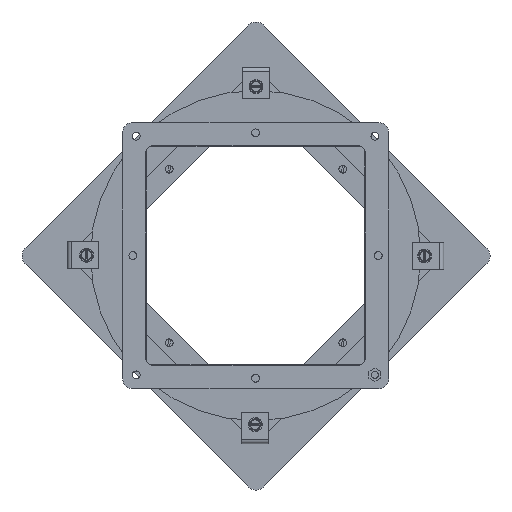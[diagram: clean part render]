
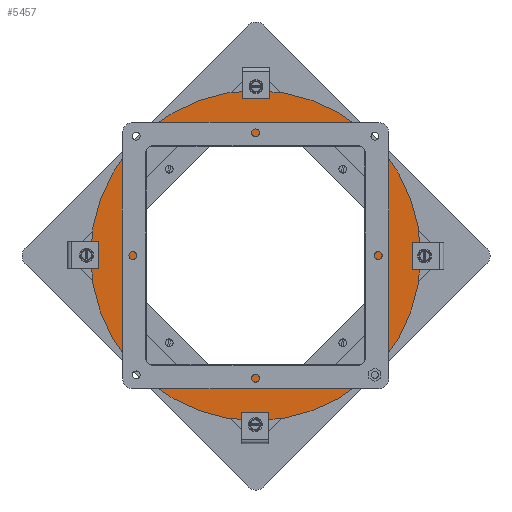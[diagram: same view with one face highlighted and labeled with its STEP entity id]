
A CAD part, front view. The second image highlights one B-rep face of the part: STEP entity #5457.
In plain terms, the highlighted planar face has unit normal (0, -1, 0).
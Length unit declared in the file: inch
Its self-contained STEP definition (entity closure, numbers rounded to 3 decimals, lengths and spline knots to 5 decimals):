
#74 = DIRECTION ( 'NONE',  ( 0., 1., 0. ) ) ;
#75 = LINE ( 'NONE', #20320, #6645 ) ;
#472 = DIRECTION ( 'NONE',  ( 0., 1., 0. ) ) ;
#739 = CIRCLE ( 'NONE', #4957, 0.062 ) ;
#743 = DIRECTION ( 'NONE',  ( -1., 0., 0. ) ) ;
#1048 = CARTESIAN_POINT ( 'NONE',  ( 3.9225, 0.859, 3.9225 ) ) ;
#1138 = DIRECTION ( 'NONE',  ( 0., 0., 1. ) ) ;
#1322 = CARTESIAN_POINT ( 'NONE',  ( 3.9845, 0.859, -3.9845 ) ) ;
#1969 = ORIENTED_EDGE ( 'NONE', *, *, #2479, .T. ) ;
#2151 = VERTEX_POINT ( 'NONE', #6247 ) ;
#2479 = EDGE_CURVE ( 'NONE', #4087, #6463, #7654, .T. ) ;
#2645 = FACE_OUTER_BOUND ( 'NONE', #9575, .T. ) ;
#2667 = AXIS2_PLACEMENT_3D ( 'NONE', #17095, #472, #12350 ) ;
#2727 = CARTESIAN_POINT ( 'NONE',  ( 0., 0.859, 0. ) ) ;
#3026 = CARTESIAN_POINT ( 'NONE',  ( 3.9845, 0.859, 3.9225 ) ) ;
#3503 = CIRCLE ( 'NONE', #11573, 5.96875 ) ;
#3671 = ORIENTED_EDGE ( 'NONE', *, *, #5425, .T. ) ;
#3979 = DIRECTION ( 'NONE',  ( 0., -1., 0. ) ) ;
#4018 = VERTEX_POINT ( 'NONE', #19307 ) ;
#4087 = VERTEX_POINT ( 'NONE', #16108 ) ;
#4875 = CIRCLE ( 'NONE', #7672, 0.062 ) ;
#4957 = AXIS2_PLACEMENT_3D ( 'NONE', #18026, #74, #13254 ) ;
#5226 = EDGE_CURVE ( 'NONE', #18779, #4018, #8158, .T. ) ;
#5425 = EDGE_CURVE ( 'NONE', #2151, #15762, #4875, .T. ) ;
#5457 = ADVANCED_FACE ( 'NONE', ( #2645, #10572 ), #12321, .T. ) ;
#5531 = CARTESIAN_POINT ( 'NONE',  ( 3.9225, 0.859, -3.9845 ) ) ;
#5614 = CARTESIAN_POINT ( 'NONE',  ( 3.9225, 0.859, -3.9225 ) ) ;
#5826 = DIRECTION ( 'NONE',  ( 1., 0., 0. ) ) ;
#6247 = CARTESIAN_POINT ( 'NONE',  ( 3.9845, 0.859, -3.9225 ) ) ;
#6306 = VECTOR ( 'NONE', #12603, 39.37008 ) ;
#6375 = LINE ( 'NONE', #1322, #7248 ) ;
#6463 = VERTEX_POINT ( 'NONE', #12104 ) ;
#6517 = CIRCLE ( 'NONE', #2667, 0.062 ) ;
#6645 = VECTOR ( 'NONE', #11726, 39.37008 ) ;
#7248 = VECTOR ( 'NONE', #7687, 39.37008 ) ;
#7654 = LINE ( 'NONE', #19552, #6306 ) ;
#7672 = AXIS2_PLACEMENT_3D ( 'NONE', #5614, #14071, #10989 ) ;
#7685 = CARTESIAN_POINT ( 'NONE',  ( 0., 0.859, 0. ) ) ;
#7687 = DIRECTION ( 'NONE',  ( 0., 0., -1. ) ) ;
#8043 = CARTESIAN_POINT ( 'NONE',  ( -3.9845, 0.859, 3.9845 ) ) ;
#8158 = LINE ( 'NONE', #8043, #19623 ) ;
#8977 = DIRECTION ( 'NONE',  ( -1., 0., 0. ) ) ;
#9439 = ORIENTED_EDGE ( 'NONE', *, *, #13538, .T. ) ;
#9575 = EDGE_LOOP ( 'NONE', ( #10689 ) ) ;
#9611 = ORIENTED_EDGE ( 'NONE', *, *, #16980, .T. ) ;
#9929 = VERTEX_POINT ( 'NONE', #15199 ) ;
#10026 = VERTEX_POINT ( 'NONE', #19131 ) ;
#10363 = EDGE_CURVE ( 'NONE', #4018, #4087, #739, .T. ) ;
#10572 = FACE_BOUND ( 'NONE', #11981, .T. ) ;
#10689 = ORIENTED_EDGE ( 'NONE', *, *, #20182, .F. ) ;
#10989 = DIRECTION ( 'NONE',  ( -1., 0., 0. ) ) ;
#11573 = AXIS2_PLACEMENT_3D ( 'NONE', #2727, #15824, #743 ) ;
#11726 = DIRECTION ( 'NONE',  ( -1., 0., 0. ) ) ;
#11981 = EDGE_LOOP ( 'NONE', ( #12729, #3671, #9439, #9611, #19631, #19166, #1969, #18252 ) ) ;
#12104 = CARTESIAN_POINT ( 'NONE',  ( 3.9225, 0.859, 3.9845 ) ) ;
#12321 = PLANE ( 'NONE',  #19977 ) ;
#12350 = DIRECTION ( 'NONE',  ( -1., 0., 0. ) ) ;
#12603 = DIRECTION ( 'NONE',  ( 1., 0., 0. ) ) ;
#12729 = ORIENTED_EDGE ( 'NONE', *, *, #17543, .T. ) ;
#13254 = DIRECTION ( 'NONE',  ( -1., 0., 0. ) ) ;
#13509 = AXIS2_PLACEMENT_3D ( 'NONE', #1048, #19528, #8977 ) ;
#13538 = EDGE_CURVE ( 'NONE', #15762, #10026, #75, .T. ) ;
#14071 = DIRECTION ( 'NONE',  ( 0., 1., 0. ) ) ;
#14571 = CIRCLE ( 'NONE', #13509, 0.062 ) ;
#14614 = CARTESIAN_POINT ( 'NONE',  ( -3.9845, 0.859, -3.9225 ) ) ;
#15199 = CARTESIAN_POINT ( 'NONE',  ( -5.96875, 0.859, 0. ) ) ;
#15762 = VERTEX_POINT ( 'NONE', #5531 ) ;
#15824 = DIRECTION ( 'NONE',  ( 0., 1., 0. ) ) ;
#16108 = CARTESIAN_POINT ( 'NONE',  ( -3.9225, 0.859, 3.9845 ) ) ;
#16569 = EDGE_CURVE ( 'NONE', #6463, #16792, #14571, .T. ) ;
#16792 = VERTEX_POINT ( 'NONE', #3026 ) ;
#16980 = EDGE_CURVE ( 'NONE', #10026, #18779, #6517, .T. ) ;
#17095 = CARTESIAN_POINT ( 'NONE',  ( -3.9225, 0.859, -3.9225 ) ) ;
#17543 = EDGE_CURVE ( 'NONE', #16792, #2151, #6375, .T. ) ;
#18026 = CARTESIAN_POINT ( 'NONE',  ( -3.9225, 0.859, 3.9225 ) ) ;
#18252 = ORIENTED_EDGE ( 'NONE', *, *, #16569, .T. ) ;
#18779 = VERTEX_POINT ( 'NONE', #14614 ) ;
#19131 = CARTESIAN_POINT ( 'NONE',  ( -3.9225, 0.859, -3.9845 ) ) ;
#19166 = ORIENTED_EDGE ( 'NONE', *, *, #10363, .T. ) ;
#19307 = CARTESIAN_POINT ( 'NONE',  ( -3.9845, 0.859, 3.9225 ) ) ;
#19528 = DIRECTION ( 'NONE',  ( 0., 1., 0. ) ) ;
#19552 = CARTESIAN_POINT ( 'NONE',  ( 3.9845, 0.859, 3.9845 ) ) ;
#19623 = VECTOR ( 'NONE', #1138, 39.37008 ) ;
#19631 = ORIENTED_EDGE ( 'NONE', *, *, #5226, .T. ) ;
#19977 = AXIS2_PLACEMENT_3D ( 'NONE', #7685, #3979, #5826 ) ;
#20182 = EDGE_CURVE ( 'NONE', #9929, #9929, #3503, .T. ) ;
#20320 = CARTESIAN_POINT ( 'NONE',  ( -3.9845, 0.859, -3.9845 ) ) ;
